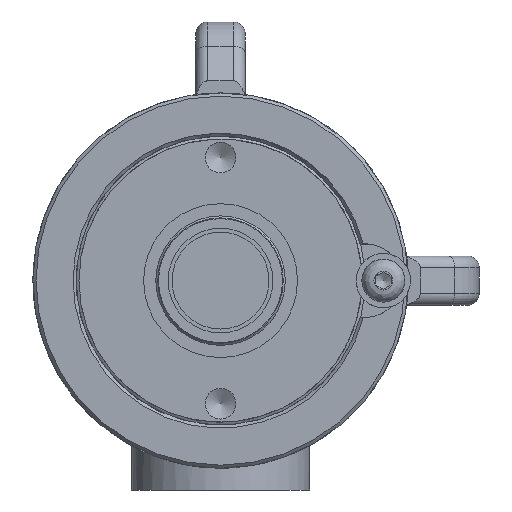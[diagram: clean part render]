
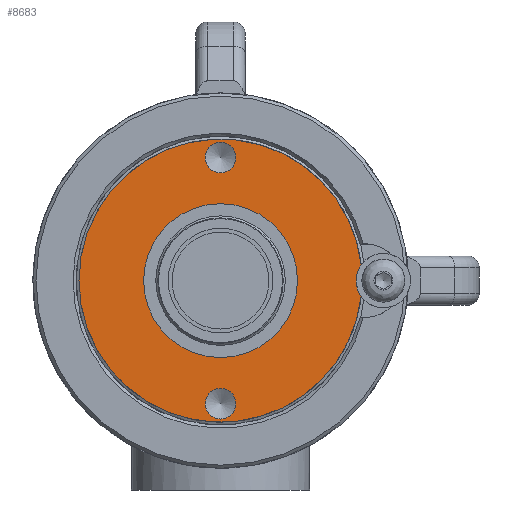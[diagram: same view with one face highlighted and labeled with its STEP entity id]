
A CAD part, left-side view. The second image highlights one B-rep face of the part: STEP entity #8683.
In plain terms, the highlighted planar face has unit normal (-1, 0, 0).
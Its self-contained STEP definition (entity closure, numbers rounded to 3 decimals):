
#77=FACE_BOUND('',#2018,.T.);
#78=FACE_BOUND('',#2019,.T.);
#79=FACE_BOUND('',#2020,.T.);
#1080=PLANE('',#9294);
#1488=FACE_OUTER_BOUND('',#2017,.T.);
#2017=EDGE_LOOP('',(#7573,#7574,#7575));
#2018=EDGE_LOOP('',(#7576,#7577));
#2019=EDGE_LOOP('',(#7578,#7579));
#2020=EDGE_LOOP('',(#7580));
#3308=CIRCLE('',#9295,7.);
#3309=CIRCLE('',#9296,36.5);
#3310=CIRCLE('',#9297,36.5);
#3311=CIRCLE('',#9298,3.95);
#3312=CIRCLE('',#9299,3.95);
#3313=CIRCLE('',#9300,3.95);
#3314=CIRCLE('',#9301,3.95);
#3315=CIRCLE('',#9302,19.85);
#4132=VERTEX_POINT('',#59117);
#4133=VERTEX_POINT('',#59118);
#4134=VERTEX_POINT('',#59120);
#4135=VERTEX_POINT('',#59123);
#4136=VERTEX_POINT('',#59124);
#4137=VERTEX_POINT('',#59127);
#4138=VERTEX_POINT('',#59128);
#4139=VERTEX_POINT('',#59131);
#5317=EDGE_CURVE('',#4132,#4133,#3308,.T.);
#5318=EDGE_CURVE('',#4134,#4133,#3309,.T.);
#5319=EDGE_CURVE('',#4132,#4134,#3310,.T.);
#5320=EDGE_CURVE('',#4135,#4136,#3311,.T.);
#5321=EDGE_CURVE('',#4136,#4135,#3312,.T.);
#5322=EDGE_CURVE('',#4137,#4138,#3313,.T.);
#5323=EDGE_CURVE('',#4138,#4137,#3314,.T.);
#5324=EDGE_CURVE('',#4139,#4139,#3315,.T.);
#7573=ORIENTED_EDGE('',*,*,#5317,.T.);
#7574=ORIENTED_EDGE('',*,*,#5318,.F.);
#7575=ORIENTED_EDGE('',*,*,#5319,.F.);
#7576=ORIENTED_EDGE('',*,*,#5320,.T.);
#7577=ORIENTED_EDGE('',*,*,#5321,.T.);
#7578=ORIENTED_EDGE('',*,*,#5322,.T.);
#7579=ORIENTED_EDGE('',*,*,#5323,.T.);
#7580=ORIENTED_EDGE('',*,*,#5324,.T.);
#8683=ADVANCED_FACE('',(#1488,#77,#78,#79),#1080,.T.);
#9294=AXIS2_PLACEMENT_3D('',#59116,#10864,#10865);
#9295=AXIS2_PLACEMENT_3D('',#59119,#10866,#10867);
#9296=AXIS2_PLACEMENT_3D('',#59121,#10868,#10869);
#9297=AXIS2_PLACEMENT_3D('',#59122,#10870,#10871);
#9298=AXIS2_PLACEMENT_3D('',#59125,#10872,#10873);
#9299=AXIS2_PLACEMENT_3D('',#59126,#10874,#10875);
#9300=AXIS2_PLACEMENT_3D('',#59129,#10876,#10877);
#9301=AXIS2_PLACEMENT_3D('',#59130,#10878,#10879);
#9302=AXIS2_PLACEMENT_3D('',#59132,#10880,#10881);
#10864=DIRECTION('center_axis',(-1.,0.,0.));
#10865=DIRECTION('ref_axis',(0.,0.,-1.));
#10866=DIRECTION('center_axis',(1.,0.,0.));
#10867=DIRECTION('ref_axis',(0.,-0.76,0.65));
#10868=DIRECTION('center_axis',(1.,0.,0.));
#10869=DIRECTION('ref_axis',(0.,-1.,0.));
#10870=DIRECTION('center_axis',(1.,0.,0.));
#10871=DIRECTION('ref_axis',(0.,-1.,0.));
#10872=DIRECTION('center_axis',(1.,0.,0.));
#10873=DIRECTION('ref_axis',(0.,0.,-1.));
#10874=DIRECTION('center_axis',(1.,0.,0.));
#10875=DIRECTION('ref_axis',(0.,0.,-1.));
#10876=DIRECTION('center_axis',(1.,0.,0.));
#10877=DIRECTION('ref_axis',(0.,0.,-1.));
#10878=DIRECTION('center_axis',(1.,0.,0.));
#10879=DIRECTION('ref_axis',(0.,0.,-1.));
#10880=DIRECTION('center_axis',(1.,0.,0.));
#10881=DIRECTION('ref_axis',(0.,0.,-1.));
#59116=CARTESIAN_POINT('Origin',(-76.512,-18.25,0.));
#59117=CARTESIAN_POINT('',(-76.512,-36.277,-4.03));
#59118=CARTESIAN_POINT('',(-76.512,-36.277,4.03));
#59119=CARTESIAN_POINT('Origin',(-76.512,-42.,0.));
#59120=CARTESIAN_POINT('',(-76.512,36.5,0.));
#59121=CARTESIAN_POINT('Origin',(-76.512,0.,0.));
#59122=CARTESIAN_POINT('Origin',(-76.512,0.,0.));
#59123=CARTESIAN_POINT('',(-76.512,0.,27.8));
#59124=CARTESIAN_POINT('',(-76.512,0.,35.7));
#59125=CARTESIAN_POINT('Origin',(-76.512,0.,31.75));
#59126=CARTESIAN_POINT('Origin',(-76.512,0.,31.75));
#59127=CARTESIAN_POINT('',(-76.512,0.,-35.7));
#59128=CARTESIAN_POINT('',(-76.512,0.,-27.8));
#59129=CARTESIAN_POINT('Origin',(-76.512,0.,-31.75));
#59130=CARTESIAN_POINT('Origin',(-76.512,0.,-31.75));
#59131=CARTESIAN_POINT('',(-76.512,0.,19.85));
#59132=CARTESIAN_POINT('Origin',(-76.512,0.,0.));
